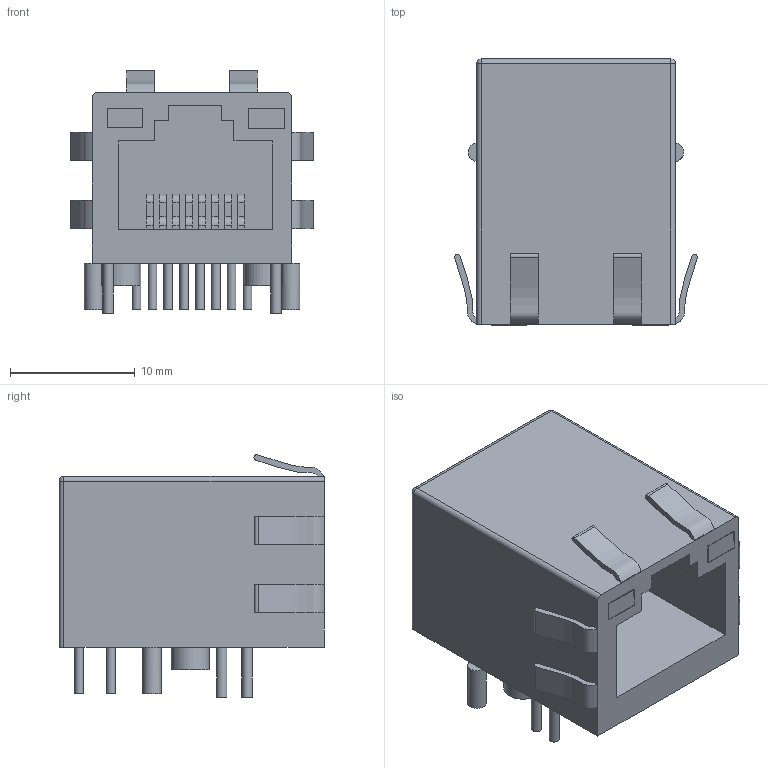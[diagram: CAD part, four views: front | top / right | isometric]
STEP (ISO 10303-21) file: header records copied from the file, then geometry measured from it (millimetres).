
FILE_DESCRIPTION(('FreeCAD Model'),'2;1');
FILE_NAME('Open CASCADE Shape Model','2026-02-15T22:39:08',(''),(''), 'Open CASCADE STEP processor 7.8','FreeCAD','Unknown');
FILE_SCHEMA(('AUTOMOTIVE_DESIGN { 1 0 10303 214 1 1 1 1 }'));
Length unit declared in the file: millimetre
Products named in the file (1): Cut002
Bounding box: 19.45 x 21.31 x 19.45 mm (x, y, z)
Volume: 3656.8 mm3; surface area: 2581.1 mm2
Topology: 1 solids, 1 shells, 164 faces, 427 edges, 282 vertices
Faces by surface type: plane 107, cylinder 43, bspline 12, sphere 2
Full cylindrical faces by diameter (mm): 0.7 x8, 0.82 x4, 1.5 x2, 3.05 x2
Entity records: 5984 total; most frequent: CARTESIAN_POINT 1308, ORIENTED_EDGE 850, DIRECTION 795, EDGE_CURVE 425, VERTEX_POINT 282, LINE 281, VECTOR 281, AXIS2_PLACEMENT_3D 257
